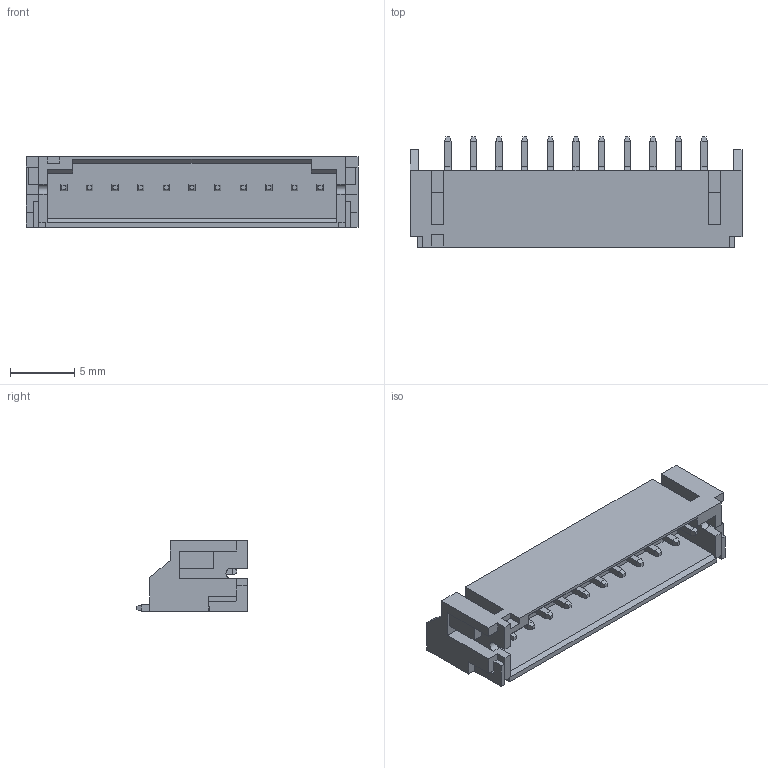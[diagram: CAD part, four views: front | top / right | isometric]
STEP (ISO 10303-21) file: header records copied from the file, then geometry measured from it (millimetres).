
FILE_DESCRIPTION(('STEP AP214'), '1');
FILE_NAME('SxB-PH-SM4-TB', '', ('UNSPECIFIED'), ('UNSPECIFIED'), 'ASCON STEP Converter 1.6', 'ASCON Math Kernel', '');
FILE_SCHEMA(('AUTOMOTIVE_DESIGN { 1 0 10303 214 3 1 1}'));
Length unit declared in the file: millimetre
Bounding box: 25.9 x 8.6 x 5.5 mm (x, y, z)
Volume: 431.7 mm3; surface area: 1194.1 mm2
Topology: 3 solids, 3 shells, 429 faces, 1103 edges, 698 vertices
Faces by surface type: plane 383, cylinder 46
Entity records: 16207 total; most frequent: CARTESIAN_POINT 2231, ORIENTED_EDGE 2206, DIRECTION 2077, EDGE_CURVE 1103, LINE 989, VECTOR 989, VERTEX_POINT 698, AXIS2_PLACEMENT_3D 544
